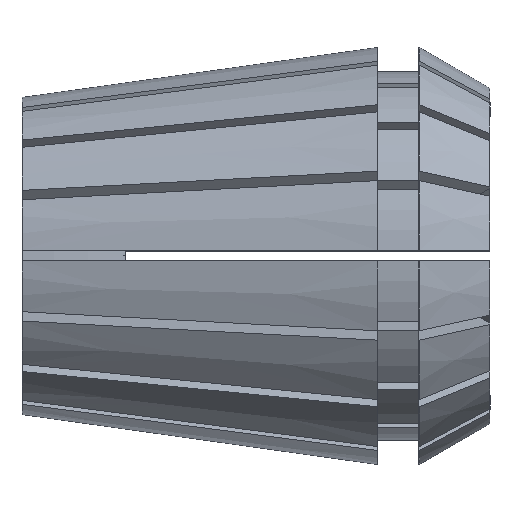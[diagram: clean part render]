
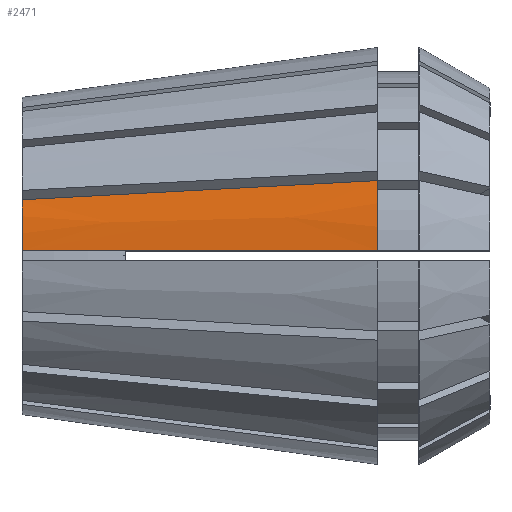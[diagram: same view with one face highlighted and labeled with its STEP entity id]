
A CAD part, top view. The second image highlights one B-rep face of the part: STEP entity #2471.
In plain terms, the highlighted conical face has half-angle 8 degrees and reference radius 20.5 mm.
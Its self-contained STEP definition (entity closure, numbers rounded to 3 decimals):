
#205 = CARTESIAN_POINT ( 'NONE',  ( 32.452, 0.5, 20.15 ) ) ;
#290 = VERTEX_POINT ( 'NONE', #3287 ) ;
#312 = EDGE_CURVE ( 'NONE', #2232, #486, #4331, .T. ) ;
#404 = ORIENTED_EDGE ( 'NONE', *, *, #2885, .F. ) ;
#486 = VERTEX_POINT ( 'NONE', #2322 ) ;
#595 = B_SPLINE_CURVE_WITH_KNOTS ( 'NONE', 3,
 ( #4913, #1825, #5360, #2714 ),
 .UNSPECIFIED., .F., .F.,
 ( 4, 4 ),
 ( 0., 0.035 ),
 .UNSPECIFIED. ) ;
#657 = CARTESIAN_POINT ( 'NONE',  ( 13.678, 0.5, 17.511 ) ) ;
#1049 = CIRCLE ( 'NONE', #3937, 15.595 ) ;
#1107 = CARTESIAN_POINT ( 'NONE',  ( 2.86, 0.5, 15.99 ) ) ;
#1172 = DIRECTION ( 'NONE',  ( 1., 0., 0. ) ) ;
#1216 = CARTESIAN_POINT ( 'NONE',  ( 34.9, 0., 0. ) ) ;
#1363 = AXIS2_PLACEMENT_3D ( 'NONE', #2943, #1172, #3398 ) ;
#1564 = CARTESIAN_POINT ( 'NONE',  ( 0., 0.5, 15.587 ) ) ;
#1660 = DIRECTION ( 'NONE',  ( 0., 0., 1. ) ) ;
#1764 = ORIENTED_EDGE ( 'NONE', *, *, #312, .F. ) ;
#1787 = FACE_OUTER_BOUND ( 'NONE', #5481, .T. ) ;
#1825 = CARTESIAN_POINT ( 'NONE',  ( 23.267, 6.755, 17.615 ) ) ;
#1945 = DIRECTION ( 'NONE',  ( -1., 0., 0. ) ) ;
#1988 = CARTESIAN_POINT ( 'NONE',  ( 33.268, 0.5, 20.265 ) ) ;
#2232 = VERTEX_POINT ( 'NONE', #4131 ) ;
#2322 = CARTESIAN_POINT ( 'NONE',  ( 0., 0.5, 15.587 ) ) ;
#2471 = ADVANCED_FACE ( 'NONE', ( #1787 ), #2821, .T. ) ;
#2714 = CARTESIAN_POINT ( 'NONE',  ( 0., 5.503, 14.592 ) ) ;
#2821 = CONICAL_SURFACE ( 'NONE', #1363, 20.5, 0.14 ) ;
#2885 = EDGE_CURVE ( 'NONE', #486, #3836, #1049, .T. ) ;
#2943 = CARTESIAN_POINT ( 'NONE',  ( 34.9, 0., 0. ) ) ;
#3040 = EDGE_CURVE ( 'NONE', #2232, #290, #4808, .T. ) ;
#3287 = CARTESIAN_POINT ( 'NONE',  ( 34.9, 7.381, 19.126 ) ) ;
#3338 = CARTESIAN_POINT ( 'NONE',  ( 23.065, 0.5, 18.83 ) ) ;
#3398 = DIRECTION ( 'NONE',  ( 0., 0., -1. ) ) ;
#3544 = ORIENTED_EDGE ( 'NONE', *, *, #3040, .T. ) ;
#3786 = CARTESIAN_POINT ( 'NONE',  ( 4.29, 0.5, 16.191 ) ) ;
#3834 = AXIS2_PLACEMENT_3D ( 'NONE', #1216, #4329, #1660 ) ;
#3836 = VERTEX_POINT ( 'NONE', #4362 ) ;
#3937 = AXIS2_PLACEMENT_3D ( 'NONE', #4609, #1945, #5043 ) ;
#4127 = EDGE_CURVE ( 'NONE', #290, #3836, #595, .T. ) ;
#4131 = CARTESIAN_POINT ( 'NONE',  ( 34.9, 0.5, 20.494 ) ) ;
#4235 = CARTESIAN_POINT ( 'NONE',  ( 1.43, 0.5, 15.789 ) ) ;
#4329 = DIRECTION ( 'NONE',  ( -1., 0., 0. ) ) ;
#4331 = B_SPLINE_CURVE_WITH_KNOTS ( 'NONE', 3,
 ( #5536, #5082, #1988, #205, #3338, #657, #3786, #1107, #4235, #1564 ),
 .UNSPECIFIED., .F., .F.,
 ( 4, 3, 3, 4 ),
 ( 0.076, 0.079, 0.107, 0.111 ),
 .UNSPECIFIED. ) ;
#4362 = CARTESIAN_POINT ( 'NONE',  ( 0., 5.503, 14.592 ) ) ;
#4609 = CARTESIAN_POINT ( 'NONE',  ( 0., 0., 0. ) ) ;
#4808 = CIRCLE ( 'NONE', #3834, 20.5 ) ;
#4913 = CARTESIAN_POINT ( 'NONE',  ( 34.9, 7.381, 19.126 ) ) ;
#5043 = DIRECTION ( 'NONE',  ( 0., 0., 1. ) ) ;
#5082 = CARTESIAN_POINT ( 'NONE',  ( 34.084, 0.5, 20.38 ) ) ;
#5360 = CARTESIAN_POINT ( 'NONE',  ( 11.633, 6.129, 16.104 ) ) ;
#5481 = EDGE_LOOP ( 'NONE', ( #3544, #5765, #404, #1764 ) ) ;
#5536 = CARTESIAN_POINT ( 'NONE',  ( 34.9, 0.5, 20.494 ) ) ;
#5765 = ORIENTED_EDGE ( 'NONE', *, *, #4127, .T. ) ;
